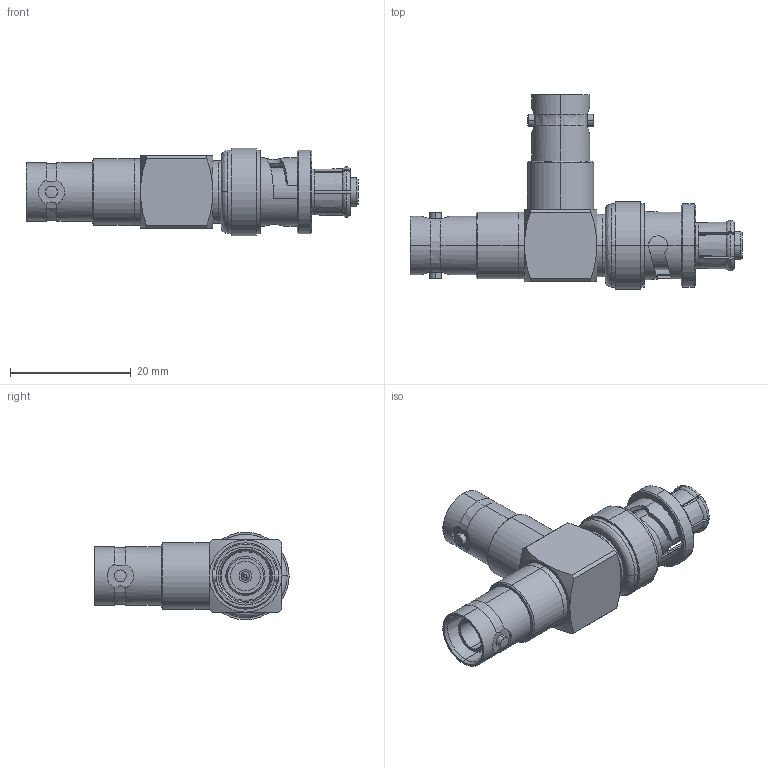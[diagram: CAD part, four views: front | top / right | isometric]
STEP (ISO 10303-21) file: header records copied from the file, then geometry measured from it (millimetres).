
FILE_DESCRIPTION (( 'STEP AP214' ), '1' );
FILE_NAME ('FMAD10127_3D.step', '2025-04-03T22:39:04', ( '' ), ( '' ), 'SwSTEP 2.0', 'SolidWorks 2022', '' );
FILE_SCHEMA (( 'AUTOMOTIVE_DESIGN' ));
Length unit declared in the file: inch
Products named in the file (5): AT-V8V8V3-2; AT-V8V8V3-6---V8; FMAD10127_3D; AT-V8V8V3-2---V3; AT-V8V8V3-2---V8
Assembly tree (4 placements, depth 2):
  FMAD10127_3D
    AT-V8V8V3-2
    AT-V8V8V3-6---V8
    AT-V8V8V3-2---V8
    AT-V8V8V3-2---V3
Bounding box: 55.1 x 32.25 x 14.5 mm (x, y, z)
Volume: 5558.7 mm3; surface area: 6771.4 mm2
Topology: 4 solids, 4 shells, 271 faces, 613 edges, 375 vertices
Faces by surface type: cylinder 104, plane 79, cone 56, bspline 32
Entity records: 8711 total; most frequent: CARTESIAN_POINT 2620, DIRECTION 1240, ORIENTED_EDGE 1226, EDGE_CURVE 613, AXIS2_PLACEMENT_3D 530, VERTEX_POINT 375, EDGE_LOOP 300, CIRCLE 284
